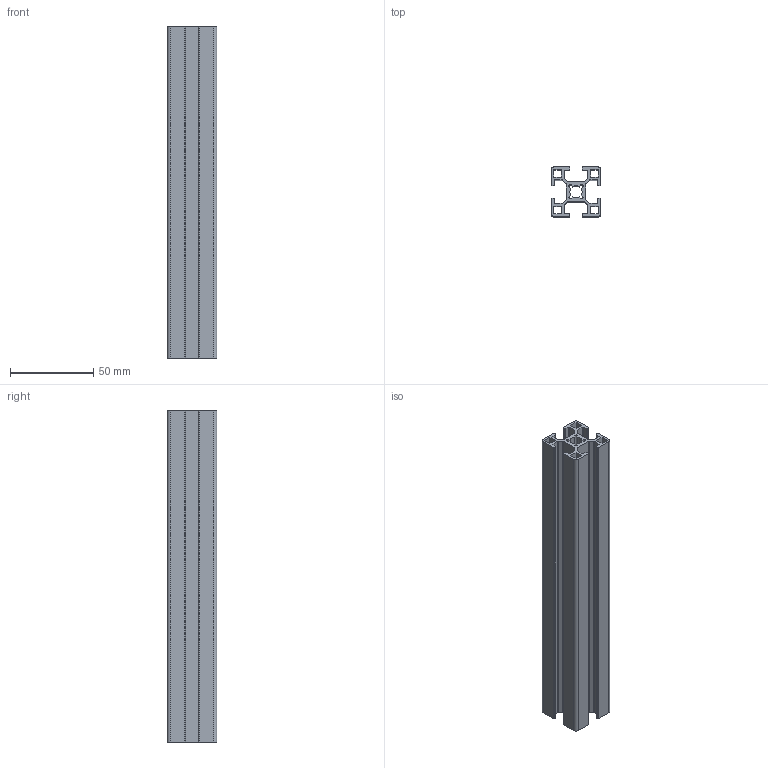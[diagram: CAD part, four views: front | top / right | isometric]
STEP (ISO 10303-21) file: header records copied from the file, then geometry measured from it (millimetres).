
FILE_DESCRIPTION(('FreeCAD Model'),'2;1');
FILE_NAME('Open CASCADE Shape Model','2025-10-04T21:20:51',(''),(''), 'Open CASCADE STEP processor 7.8','FreeCAD','Unknown');
FILE_SCHEMA(('AUTOMOTIVE_DESIGN { 1 0 10303 214 1 1 1 1 }'));
Length unit declared in the file: millimetre
Products named in the file (1): Body
Bounding box: 30 x 30 x 200 mm (x, y, z)
Volume: 62293.9 mm3; surface area: 67683.5 mm2
Topology: 1 solids, 1 shells, 122 faces, 360 edges, 240 vertices
Faces by surface type: plane 70, cylinder 52
Entity records: 4130 total; most frequent: CARTESIAN_POINT 723, ORIENTED_EDGE 720, DIRECTION 710, EDGE_CURVE 360, LINE 256, VECTOR 256, VERTEX_POINT 240, AXIS2_PLACEMENT_3D 227
